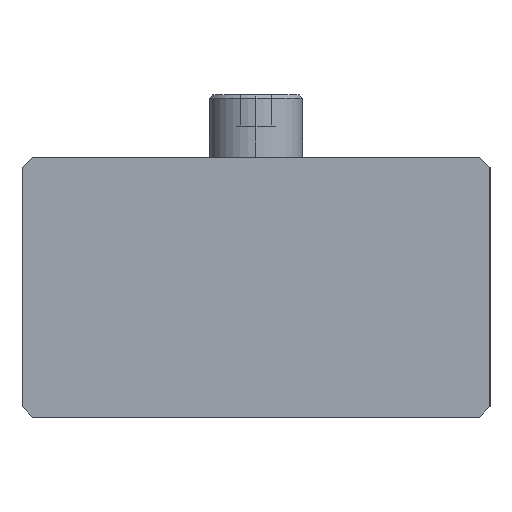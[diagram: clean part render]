
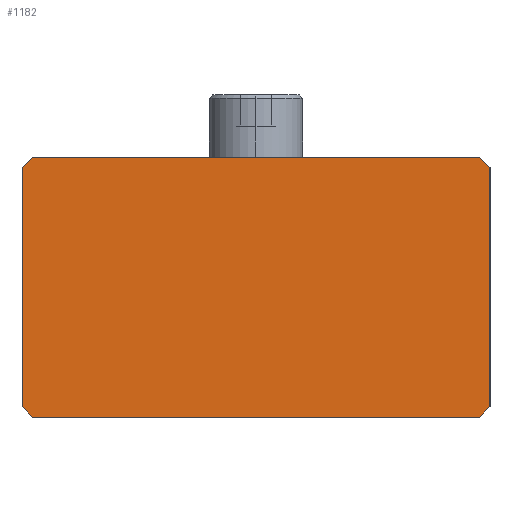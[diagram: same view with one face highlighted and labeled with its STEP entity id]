
A CAD part, left-side view. The second image highlights one B-rep face of the part: STEP entity #1182.
In plain terms, the highlighted planar face has unit normal (-1, 0, 0).
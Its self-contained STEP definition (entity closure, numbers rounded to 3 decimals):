
#11 = CARTESIAN_POINT ( 'NONE',  ( -560., -43., 25. ) ) ;
#22 = ORIENTED_EDGE ( 'NONE', *, *, #242, .F. ) ;
#34 = LINE ( 'NONE', #1103, #894 ) ;
#74 = DIRECTION ( 'NONE',  ( 0., -1., 0. ) ) ;
#163 = VERTEX_POINT ( 'NONE', #189 ) ;
#189 = CARTESIAN_POINT ( 'NONE',  ( -560., -43., 25. ) ) ;
#214 = CARTESIAN_POINT ( 'NONE',  ( -560., -43., -25. ) ) ;
#239 = LINE ( 'NONE', #1105, #937 ) ;
#242 = EDGE_CURVE ( 'NONE', #857, #720, #270, .T. ) ;
#255 = EDGE_LOOP ( 'NONE', ( #685, #533, #1029, #1080, #22, #1194, #399, #646 ) ) ;
#270 = LINE ( 'NONE', #677, #1173 ) ;
#286 = CARTESIAN_POINT ( 'NONE',  ( -560., -45., -23. ) ) ;
#289 = DIRECTION ( 'NONE',  ( 0., -0.707, 0.707 ) ) ;
#290 = VECTOR ( 'NONE', #821, 1000. ) ;
#293 = VERTEX_POINT ( 'NONE', #286 ) ;
#322 = DIRECTION ( 'NONE',  ( 1., 0., 0. ) ) ;
#334 = EDGE_CURVE ( 'NONE', #720, #350, #239, .T. ) ;
#339 = DIRECTION ( 'NONE',  ( 0., 0., -1. ) ) ;
#350 = VERTEX_POINT ( 'NONE', #445 ) ;
#365 = VECTOR ( 'NONE', #652, 1000. ) ;
#372 = CARTESIAN_POINT ( 'NONE',  ( -560., 43., 25. ) ) ;
#384 = DIRECTION ( 'NONE',  ( 0., 1., 0. ) ) ;
#396 = LINE ( 'NONE', #455, #826 ) ;
#399 = ORIENTED_EDGE ( 'NONE', *, *, #453, .F. ) ;
#408 = VECTOR ( 'NONE', #289, 1000. ) ;
#426 = VERTEX_POINT ( 'NONE', #1115 ) ;
#445 = CARTESIAN_POINT ( 'NONE',  ( -560., 45., -23. ) ) ;
#453 = EDGE_CURVE ( 'NONE', #1225, #293, #34, .T. ) ;
#455 = CARTESIAN_POINT ( 'NONE',  ( -560., 45., 23. ) ) ;
#483 = VERTEX_POINT ( 'NONE', #1012 ) ;
#495 = EDGE_CURVE ( 'NONE', #293, #857, #579, .T. ) ;
#513 = CARTESIAN_POINT ( 'NONE',  ( -560., 0., 0. ) ) ;
#524 = EDGE_CURVE ( 'NONE', #426, #163, #608, .T. ) ;
#528 = AXIS2_PLACEMENT_3D ( 'NONE', #513, #322, #1091 ) ;
#533 = ORIENTED_EDGE ( 'NONE', *, *, #1180, .F. ) ;
#574 = EDGE_CURVE ( 'NONE', #350, #483, #396, .T. ) ;
#579 = LINE ( 'NONE', #842, #365 ) ;
#608 = LINE ( 'NONE', #372, #1237 ) ;
#638 = DIRECTION ( 'NONE',  ( 0., 0.707, 0.707 ) ) ;
#646 = ORIENTED_EDGE ( 'NONE', *, *, #1007, .F. ) ;
#652 = DIRECTION ( 'NONE',  ( 0., 0.707, -0.707 ) ) ;
#677 = CARTESIAN_POINT ( 'NONE',  ( -560., 43., -25. ) ) ;
#685 = ORIENTED_EDGE ( 'NONE', *, *, #524, .F. ) ;
#720 = VERTEX_POINT ( 'NONE', #825 ) ;
#756 = DIRECTION ( 'NONE',  ( 0., 0., 1. ) ) ;
#773 = LINE ( 'NONE', #974, #408 ) ;
#806 = FACE_OUTER_BOUND ( 'NONE', #255, .T. ) ;
#821 = DIRECTION ( 'NONE',  ( 0., -0.707, -0.707 ) ) ;
#825 = CARTESIAN_POINT ( 'NONE',  ( -560., 43., -25. ) ) ;
#826 = VECTOR ( 'NONE', #756, 1000. ) ;
#842 = CARTESIAN_POINT ( 'NONE',  ( -560., -43., -25. ) ) ;
#857 = VERTEX_POINT ( 'NONE', #214 ) ;
#875 = CARTESIAN_POINT ( 'NONE',  ( -560., -45., 23. ) ) ;
#894 = VECTOR ( 'NONE', #339, 1000. ) ;
#937 = VECTOR ( 'NONE', #638, 1000. ) ;
#974 = CARTESIAN_POINT ( 'NONE',  ( -560., 45., 23. ) ) ;
#1007 = EDGE_CURVE ( 'NONE', #163, #1225, #1222, .T. ) ;
#1009 = PLANE ( 'NONE',  #528 ) ;
#1012 = CARTESIAN_POINT ( 'NONE',  ( -560., 45., 23. ) ) ;
#1029 = ORIENTED_EDGE ( 'NONE', *, *, #574, .F. ) ;
#1080 = ORIENTED_EDGE ( 'NONE', *, *, #334, .F. ) ;
#1091 = DIRECTION ( 'NONE',  ( 0., 0., -1. ) ) ;
#1103 = CARTESIAN_POINT ( 'NONE',  ( -560., -45., 23. ) ) ;
#1105 = CARTESIAN_POINT ( 'NONE',  ( -560., 45., -23. ) ) ;
#1115 = CARTESIAN_POINT ( 'NONE',  ( -560., 43., 25. ) ) ;
#1173 = VECTOR ( 'NONE', #384, 1000. ) ;
#1180 = EDGE_CURVE ( 'NONE', #483, #426, #773, .T. ) ;
#1182 = ADVANCED_FACE ( 'NONE', ( #806 ), #1009, .F. ) ;
#1194 = ORIENTED_EDGE ( 'NONE', *, *, #495, .F. ) ;
#1222 = LINE ( 'NONE', #11, #290 ) ;
#1225 = VERTEX_POINT ( 'NONE', #875 ) ;
#1237 = VECTOR ( 'NONE', #74, 1000. ) ;
